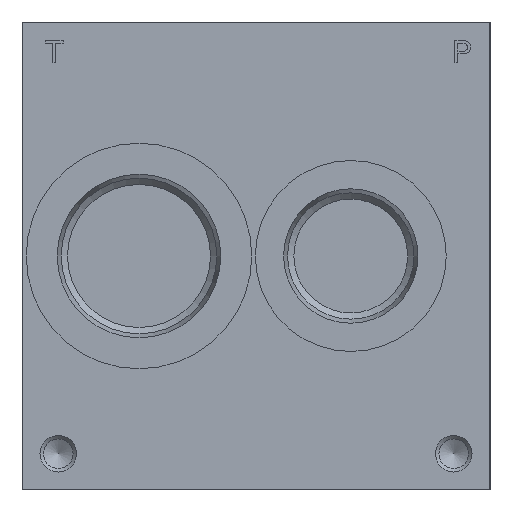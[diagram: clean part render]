
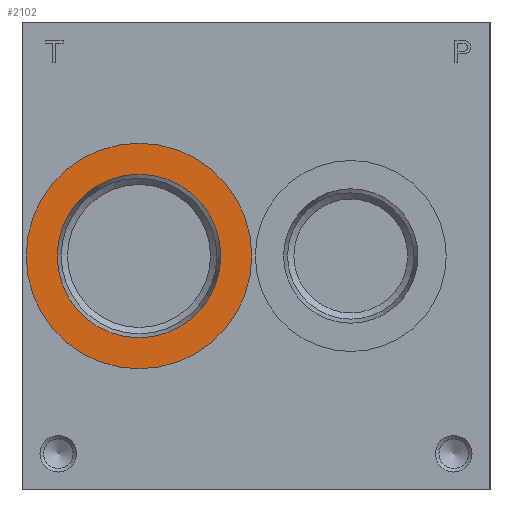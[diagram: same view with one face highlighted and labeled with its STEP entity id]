
A CAD part, left-side view. The second image highlights one B-rep face of the part: STEP entity #2102.
In plain terms, the highlighted planar face has unit normal (-1, 0, 0).
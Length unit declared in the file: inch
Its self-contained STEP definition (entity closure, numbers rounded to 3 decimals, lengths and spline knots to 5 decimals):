
#2102 = ADVANCED_FACE( '', ( #4642, #4643 ), #4644, .T. );
#4642 = FACE_BOUND( '', #7270, .T. );
#4643 = FACE_OUTER_BOUND( '', #7271, .T. );
#4644 = PLANE( '', #7272 );
#7270 = EDGE_LOOP( '', ( #12780 ) );
#7271 = EDGE_LOOP( '', ( #12781 ) );
#7272 = AXIS2_PLACEMENT_3D( '', #12782, #12783, #12784 );
#12780 = ORIENTED_EDGE( '', *, *, #13555, .T. );
#12781 = ORIENTED_EDGE( '', *, *, #15244, .F. );
#12782 = CARTESIAN_POINT( '', ( 0.031, 3.964, 2. ) );
#12783 = DIRECTION( '', ( -1., 0., 0. ) );
#12784 = DIRECTION( '', ( 0., 0., 1. ) );
#13555 = EDGE_CURVE( '', #15924, #15924, #15925, .T. );
#15244 = EDGE_CURVE( '', #18423, #18423, #18424, .T. );
#15924 = VERTEX_POINT( '', #19255 );
#15925 = CIRCLE( '', #19256, 0.699 );
#18423 = VERTEX_POINT( '', #22497 );
#18424 = CIRCLE( '', #22498, 0.964 );
#19255 = CARTESIAN_POINT( '', ( 0.031, 3., 1.301 ) );
#19256 = AXIS2_PLACEMENT_3D( '', #23111, #23112, #23113 );
#22497 = CARTESIAN_POINT( '', ( 0.031, 3., 1.036 ) );
#22498 = AXIS2_PLACEMENT_3D( '', #25063, #25064, #25065 );
#23111 = CARTESIAN_POINT( '', ( 0.031, 3., 2. ) );
#23112 = DIRECTION( '', ( 1., 0., 0. ) );
#23113 = DIRECTION( '', ( 0., 0., -1. ) );
#25063 = CARTESIAN_POINT( '', ( 0.031, 3., 2. ) );
#25064 = DIRECTION( '', ( 1., 0., 0. ) );
#25065 = DIRECTION( '', ( 0., 0., -1. ) );
